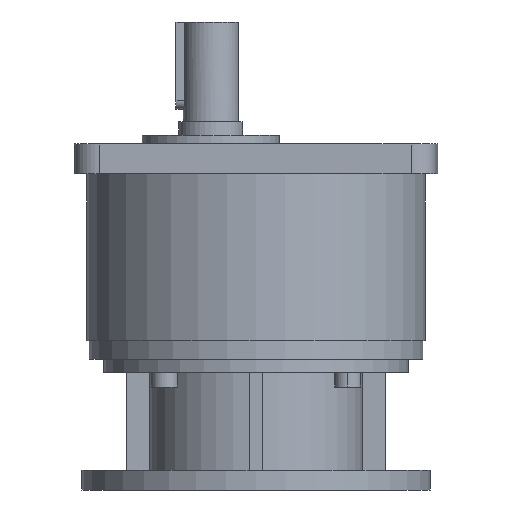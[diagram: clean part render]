
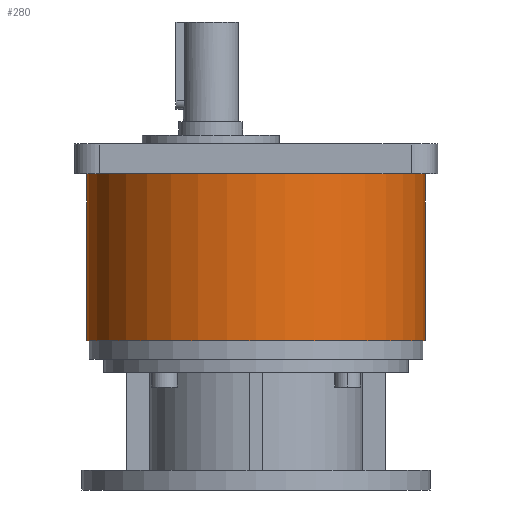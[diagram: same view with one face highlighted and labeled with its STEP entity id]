
A CAD part, left-side view. The second image highlights one B-rep face of the part: STEP entity #280.
In plain terms, the highlighted cylindrical face has radius 68 mm (diameter 136 mm), a partial arc.
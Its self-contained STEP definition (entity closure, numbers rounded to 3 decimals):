
#165 = EDGE_CURVE ( 'NONE', #1401, #2781, #1335, .T. ) ;
#280 = ADVANCED_FACE ( 'NONE', ( #1694 ), #819, .T. ) ;
#515 = CARTESIAN_POINT ( 'NONE',  ( 0., -18.2, -12. ) ) ;
#535 = DIRECTION ( 'NONE',  ( 0., 0., 1. ) ) ;
#538 = VECTOR ( 'NONE', #3458, 1000. ) ;
#638 = ORIENTED_EDGE ( 'NONE', *, *, #4166, .F. ) ;
#819 = CYLINDRICAL_SURFACE ( 'NONE', #4278, 68. ) ;
#902 = CARTESIAN_POINT ( 'NONE',  ( 0., -86.2, -12. ) ) ;
#991 = CARTESIAN_POINT ( 'NONE',  ( 0., -18.2, -12. ) ) ;
#1104 = EDGE_CURVE ( 'NONE', #3212, #2781, #2286, .T. ) ;
#1335 = CIRCLE ( 'NONE', #2612, 68. ) ;
#1401 = VERTEX_POINT ( 'NONE', #3802 ) ;
#1507 = CIRCLE ( 'NONE', #3816, 68. ) ;
#1607 = CARTESIAN_POINT ( 'NONE',  ( 0., -86.2, -12. ) ) ;
#1666 = DIRECTION ( 'NONE',  ( 0., -1., 0. ) ) ;
#1694 = FACE_OUTER_BOUND ( 'NONE', #2592, .T. ) ;
#1963 = VECTOR ( 'NONE', #535, 1000. ) ;
#2239 = CARTESIAN_POINT ( 'NONE',  ( 0., 49.8, -79.05 ) ) ;
#2286 = LINE ( 'NONE', #902, #1963 ) ;
#2325 = DIRECTION ( 'NONE',  ( 0., 0., 1. ) ) ;
#2413 = DIRECTION ( 'NONE',  ( 0., -1., 0. ) ) ;
#2493 = CARTESIAN_POINT ( 'NONE',  ( 0., 49.8, -12. ) ) ;
#2531 = ORIENTED_EDGE ( 'NONE', *, *, #165, .F. ) ;
#2582 = CARTESIAN_POINT ( 'NONE',  ( 0., -86.2, -79.05 ) ) ;
#2592 = EDGE_LOOP ( 'NONE', ( #638, #3280, #4165, #2531 ) ) ;
#2612 = AXIS2_PLACEMENT_3D ( 'NONE', #515, #3887, #2869 ) ;
#2746 = LINE ( 'NONE', #2493, #538 ) ;
#2781 = VERTEX_POINT ( 'NONE', #1607 ) ;
#2869 = DIRECTION ( 'NONE',  ( 0., -1., 0. ) ) ;
#2913 = VERTEX_POINT ( 'NONE', #2239 ) ;
#3212 = VERTEX_POINT ( 'NONE', #2582 ) ;
#3280 = ORIENTED_EDGE ( 'NONE', *, *, #3640, .T. ) ;
#3458 = DIRECTION ( 'NONE',  ( 0., 0., 1. ) ) ;
#3640 = EDGE_CURVE ( 'NONE', #2913, #3212, #1507, .T. ) ;
#3741 = DIRECTION ( 'NONE',  ( 0., 0., 1. ) ) ;
#3757 = CARTESIAN_POINT ( 'NONE',  ( 0., -18.2, -79.05 ) ) ;
#3802 = CARTESIAN_POINT ( 'NONE',  ( 0., 49.8, -12. ) ) ;
#3816 = AXIS2_PLACEMENT_3D ( 'NONE', #3757, #3741, #2413 ) ;
#3887 = DIRECTION ( 'NONE',  ( 0., 0., 1. ) ) ;
#4165 = ORIENTED_EDGE ( 'NONE', *, *, #1104, .T. ) ;
#4166 = EDGE_CURVE ( 'NONE', #2913, #1401, #2746, .T. ) ;
#4278 = AXIS2_PLACEMENT_3D ( 'NONE', #991, #2325, #1666 ) ;
